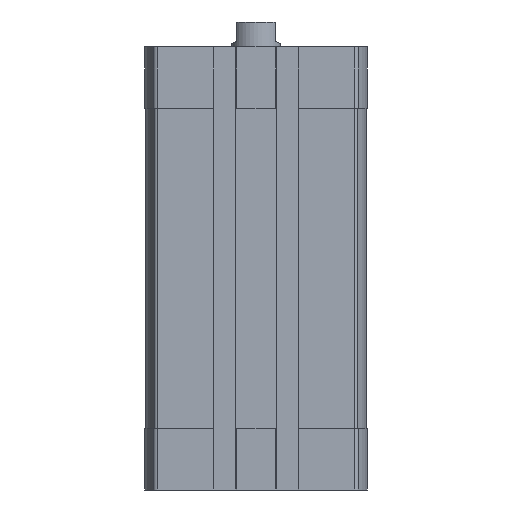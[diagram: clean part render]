
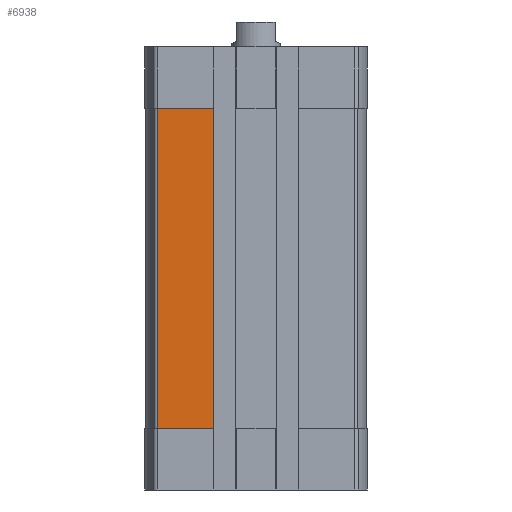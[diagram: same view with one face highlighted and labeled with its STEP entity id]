
A CAD part, left-side view. The second image highlights one B-rep face of the part: STEP entity #6938.
In plain terms, the highlighted planar face has unit normal (-1, 0, 0).
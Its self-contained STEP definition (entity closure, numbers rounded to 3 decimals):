
#100=PLANE('',#7594);
#722=LINE('',#11302,#1284);
#754=LINE('',#11423,#1316);
#755=LINE('',#11425,#1317);
#756=LINE('',#11426,#1318);
#1284=VECTOR('',#8939,1000.);
#1316=VECTOR('',#9067,1000.);
#1317=VECTOR('',#9070,1000.);
#1318=VECTOR('',#9071,1000.);
#2542=ORIENTED_EDGE('',*,*,#4183,.F.);
#2543=ORIENTED_EDGE('',*,*,#4182,.F.);
#2544=ORIENTED_EDGE('',*,*,#4184,.T.);
#2545=ORIENTED_EDGE('',*,*,#4122,.F.);
#4122=EDGE_CURVE('',#4986,#4794,#722,.T.);
#4182=EDGE_CURVE('',#5029,#5028,#754,.T.);
#4183=EDGE_CURVE('',#5028,#4986,#755,.T.);
#4184=EDGE_CURVE('',#5029,#4794,#756,.T.);
#4794=VERTEX_POINT('',#10711);
#4986=VERTEX_POINT('',#11295);
#5028=VERTEX_POINT('',#11420);
#5029=VERTEX_POINT('',#11422);
#5822=EDGE_LOOP('',(#2542,#2543,#2544,#2545));
#6328=FACE_BOUND('',#5822,.T.);
#6938=ADVANCED_FACE('',(#6328),#100,.T.);
#7594=AXIS2_PLACEMENT_3D('',#11424,#9068,#9069);
#8939=DIRECTION('',(0.,0.,-1.));
#9067=DIRECTION('',(0.,0.,1.));
#9068=DIRECTION('',(-1.,0.,0.));
#9069=DIRECTION('',(0.,0.,1.));
#9070=DIRECTION('',(0.,-1.,0.));
#9071=DIRECTION('',(0.,-1.,0.));
#10711=CARTESIAN_POINT('',(-27.05,10.3,-93.5));
#11295=CARTESIAN_POINT('',(-27.05,10.3,-15.));
#11302=CARTESIAN_POINT('',(-27.05,10.3,-108.5));
#11420=CARTESIAN_POINT('',(-27.05,24.113,-15.));
#11422=CARTESIAN_POINT('',(-27.05,24.113,-93.5));
#11423=CARTESIAN_POINT('',(-27.05,24.113,-93.5));
#11424=CARTESIAN_POINT('',(-27.05,24.113,-93.5));
#11425=CARTESIAN_POINT('',(-27.05,24.113,-15.));
#11426=CARTESIAN_POINT('',(-27.05,24.113,-93.5));
